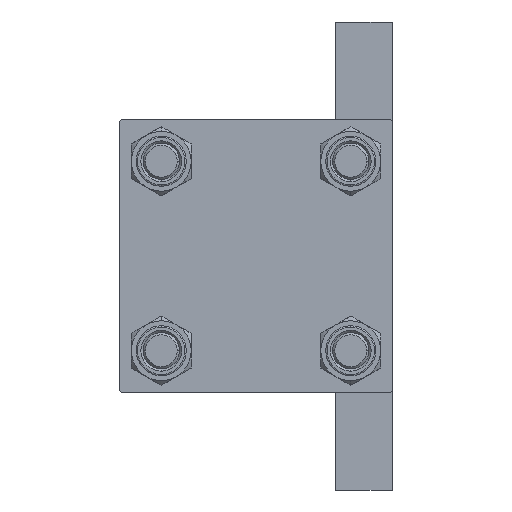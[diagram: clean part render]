
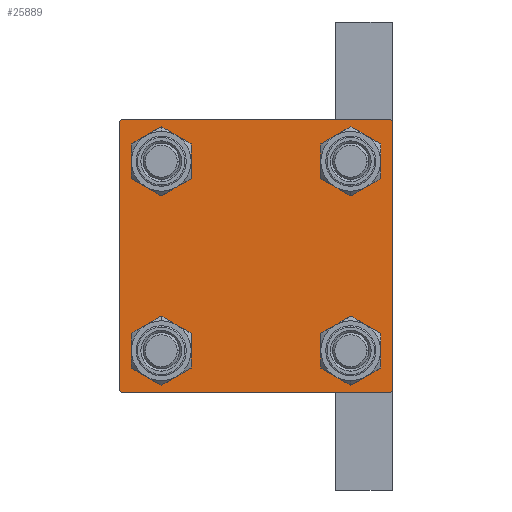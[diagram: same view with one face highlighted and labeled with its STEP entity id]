
A CAD part, left-side view. The second image highlights one B-rep face of the part: STEP entity #25889.
In plain terms, the highlighted planar face has unit normal (-1, 0, 0).
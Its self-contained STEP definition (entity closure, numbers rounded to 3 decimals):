
#203 = EDGE_LOOP ( 'NONE', ( #21230, #14381 ) ) ;
#305 = CARTESIAN_POINT ( 'NONE',  ( 0., -30., 29.5 ) ) ;
#839 = LINE ( 'NONE', #12175, #15803 ) ;
#1546 = ORIENTED_EDGE ( 'NONE', *, *, #3512, .T. ) ;
#1874 = CARTESIAN_POINT ( 'NONE',  ( 0., 30., 29.5 ) ) ;
#2338 = AXIS2_PLACEMENT_3D ( 'NONE', #48513, #6603, #26975 ) ;
#3117 = VERTEX_POINT ( 'NONE', #10537 ) ;
#3512 = EDGE_CURVE ( 'NONE', #7632, #9044, #839, .T. ) ;
#4209 = FACE_BOUND ( 'NONE', #31079, .T. ) ;
#4679 = EDGE_LOOP ( 'NONE', ( #33569, #39724 ) ) ;
#4850 = EDGE_CURVE ( 'NONE', #34672, #36928, #30070, .T. ) ;
#5348 = EDGE_CURVE ( 'NONE', #26565, #41995, #31658, .T. ) ;
#5589 = VERTEX_POINT ( 'NONE', #29643 ) ;
#5932 = CARTESIAN_POINT ( 'NONE',  ( 0., 20.85, -16.35 ) ) ;
#6277 = DIRECTION ( 'NONE',  ( 0., 0.707, 0.707 ) ) ;
#6603 = DIRECTION ( 'NONE',  ( 1., 0., 0. ) ) ;
#6936 = DIRECTION ( 'NONE',  ( 0., 0., 1. ) ) ;
#7107 = VERTEX_POINT ( 'NONE', #24655 ) ;
#7176 = CARTESIAN_POINT ( 'NONE',  ( 0., 20.85, -20.85 ) ) ;
#7431 = LINE ( 'NONE', #22242, #35414 ) ;
#7483 = DIRECTION ( 'NONE',  ( 0., 0., 1. ) ) ;
#7632 = VERTEX_POINT ( 'NONE', #1874 ) ;
#7716 = DIRECTION ( 'NONE',  ( 1., 0., 0. ) ) ;
#7857 = CIRCLE ( 'NONE', #2338, 4.5 ) ;
#9044 = VERTEX_POINT ( 'NONE', #25461 ) ;
#9978 = LINE ( 'NONE', #24540, #27378 ) ;
#10335 = EDGE_CURVE ( 'NONE', #41272, #40125, #17276, .T. ) ;
#10371 = ORIENTED_EDGE ( 'NONE', *, *, #27135, .T. ) ;
#10431 = EDGE_CURVE ( 'NONE', #7107, #3117, #39695, .T. ) ;
#10537 = CARTESIAN_POINT ( 'NONE',  ( 0., 20.85, 16.35 ) ) ;
#10957 = LINE ( 'NONE', #11925, #27992 ) ;
#11483 = EDGE_CURVE ( 'NONE', #36928, #34672, #30271, .T. ) ;
#11758 = EDGE_CURVE ( 'NONE', #3117, #7107, #45220, .T. ) ;
#11925 = CARTESIAN_POINT ( 'NONE',  ( 0., 30., 30. ) ) ;
#12175 = CARTESIAN_POINT ( 'NONE',  ( 0., 30., 30. ) ) ;
#12691 = VERTEX_POINT ( 'NONE', #45938 ) ;
#13703 = EDGE_CURVE ( 'NONE', #32296, #41941, #10957, .T. ) ;
#14381 = ORIENTED_EDGE ( 'NONE', *, *, #11758, .T. ) ;
#15482 = EDGE_LOOP ( 'NONE', ( #47614, #34366 ) ) ;
#15555 = FACE_BOUND ( 'NONE', #4679, .T. ) ;
#15803 = VECTOR ( 'NONE', #27219, 1000. ) ;
#16984 = CARTESIAN_POINT ( 'NONE',  ( 0., 29.5, 30. ) ) ;
#17276 = LINE ( 'NONE', #28614, #46784 ) ;
#17674 = AXIS2_PLACEMENT_3D ( 'NONE', #43604, #32762, #42463 ) ;
#18092 = CARTESIAN_POINT ( 'NONE',  ( 0., -20.85, 20.85 ) ) ;
#18804 = CARTESIAN_POINT ( 'NONE',  ( 0., -30., 30. ) ) ;
#19247 = CARTESIAN_POINT ( 'NONE',  ( 0., 29.75, -29.75 ) ) ;
#19266 = CARTESIAN_POINT ( 'NONE',  ( 0., 0., 0. ) ) ;
#20038 = AXIS2_PLACEMENT_3D ( 'NONE', #34402, #46212, #26985 ) ;
#21003 = CARTESIAN_POINT ( 'NONE',  ( 0., 20.85, -25.35 ) ) ;
#21230 = ORIENTED_EDGE ( 'NONE', *, *, #10431, .T. ) ;
#22035 = DIRECTION ( 'NONE',  ( 0., 0., 1. ) ) ;
#22072 = DIRECTION ( 'NONE',  ( 0., -1., 0. ) ) ;
#22191 = AXIS2_PLACEMENT_3D ( 'NONE', #7176, #48123, #6936 ) ;
#22242 = CARTESIAN_POINT ( 'NONE',  ( 0., 29.75, 29.75 ) ) ;
#22580 = ORIENTED_EDGE ( 'NONE', *, *, #45444, .T. ) ;
#22631 = EDGE_CURVE ( 'NONE', #46277, #41941, #9978, .T. ) ;
#22744 = DIRECTION ( 'NONE',  ( 0., 0., -1. ) ) ;
#22969 = FACE_BOUND ( 'NONE', #15482, .T. ) ;
#23207 = FACE_OUTER_BOUND ( 'NONE', #27901, .T. ) ;
#24540 = CARTESIAN_POINT ( 'NONE',  ( 0., -29.75, 29.75 ) ) ;
#24582 = CARTESIAN_POINT ( 'NONE',  ( 0., -20.85, 20.85 ) ) ;
#24655 = CARTESIAN_POINT ( 'NONE',  ( 0., 20.85, 25.35 ) ) ;
#24762 = EDGE_CURVE ( 'NONE', #40125, #42776, #47896, .T. ) ;
#25238 = CIRCLE ( 'NONE', #40999, 4.5 ) ;
#25308 = DIRECTION ( 'NONE',  ( 1., 0., 0. ) ) ;
#25461 = CARTESIAN_POINT ( 'NONE',  ( 0., 30., -29.5 ) ) ;
#25889 = ADVANCED_FACE ( 'NONE', ( #4209, #22969, #15555, #26408, #23207 ), #27388, .T. ) ;
#26408 = FACE_BOUND ( 'NONE', #203, .T. ) ;
#26565 = VERTEX_POINT ( 'NONE', #41271 ) ;
#26928 = LINE ( 'NONE', #18804, #29169 ) ;
#26975 = DIRECTION ( 'NONE',  ( 0., 0., 1. ) ) ;
#26985 = DIRECTION ( 'NONE',  ( 0., 0., 1. ) ) ;
#27135 = EDGE_CURVE ( 'NONE', #12691, #5589, #29840, .T. ) ;
#27219 = DIRECTION ( 'NONE',  ( 0., 0., -1. ) ) ;
#27378 = VECTOR ( 'NONE', #6277, 1000. ) ;
#27388 = PLANE ( 'NONE',  #40828 ) ;
#27901 = EDGE_LOOP ( 'NONE', ( #1546, #43249, #38742, #34587, #30998, #35453, #46703, #22580 ) ) ;
#27992 = VECTOR ( 'NONE', #22072, 1000. ) ;
#28046 = DIRECTION ( 'NONE',  ( 0., 0., 1. ) ) ;
#28209 = CARTESIAN_POINT ( 'NONE',  ( 0., 29.5, -30. ) ) ;
#28614 = CARTESIAN_POINT ( 'NONE',  ( 0., 30., -30. ) ) ;
#29169 = VECTOR ( 'NONE', #22744, 1000. ) ;
#29240 = CARTESIAN_POINT ( 'NONE',  ( 0., -29.5, -30. ) ) ;
#29643 = CARTESIAN_POINT ( 'NONE',  ( 0., -20.85, 25.35 ) ) ;
#29736 = CARTESIAN_POINT ( 'NONE',  ( 0., -29.5, 30. ) ) ;
#29840 = CIRCLE ( 'NONE', #36141, 4.5 ) ;
#30070 = CIRCLE ( 'NONE', #22191, 4.5 ) ;
#30083 = CARTESIAN_POINT ( 'NONE',  ( 0., 20.85, 20.85 ) ) ;
#30271 = CIRCLE ( 'NONE', #17674, 4.5 ) ;
#30459 = CARTESIAN_POINT ( 'NONE',  ( 0., -20.85, -16.35 ) ) ;
#30998 = ORIENTED_EDGE ( 'NONE', *, *, #34642, .F. ) ;
#31079 = EDGE_LOOP ( 'NONE', ( #47432, #10371 ) ) ;
#31658 = CIRCLE ( 'NONE', #45031, 4.5 ) ;
#32006 = DIRECTION ( 'NONE',  ( -1., 0., 0. ) ) ;
#32296 = VERTEX_POINT ( 'NONE', #16984 ) ;
#32651 = CARTESIAN_POINT ( 'NONE',  ( 0., -30., -29.5 ) ) ;
#32762 = DIRECTION ( 'NONE',  ( 1., 0., 0. ) ) ;
#33569 = ORIENTED_EDGE ( 'NONE', *, *, #4850, .T. ) ;
#33643 = CARTESIAN_POINT ( 'NONE',  ( 0., -20.85, -20.85 ) ) ;
#34053 = LINE ( 'NONE', #19247, #34453 ) ;
#34366 = ORIENTED_EDGE ( 'NONE', *, *, #5348, .T. ) ;
#34402 = CARTESIAN_POINT ( 'NONE',  ( 0., 20.85, 20.85 ) ) ;
#34453 = VECTOR ( 'NONE', #41450, 1000. ) ;
#34556 = DIRECTION ( 'NONE',  ( 0., 0., 1. ) ) ;
#34587 = ORIENTED_EDGE ( 'NONE', *, *, #24762, .T. ) ;
#34642 = EDGE_CURVE ( 'NONE', #46277, #42776, #26928, .T. ) ;
#34672 = VERTEX_POINT ( 'NONE', #5932 ) ;
#35342 = EDGE_CURVE ( 'NONE', #5589, #12691, #25238, .T. ) ;
#35414 = VECTOR ( 'NONE', #37041, 1000. ) ;
#35453 = ORIENTED_EDGE ( 'NONE', *, *, #22631, .T. ) ;
#36075 = VECTOR ( 'NONE', #36087, 1000. ) ;
#36087 = DIRECTION ( 'NONE',  ( 0., -0.707, 0.707 ) ) ;
#36141 = AXIS2_PLACEMENT_3D ( 'NONE', #24582, #25308, #28046 ) ;
#36593 = DIRECTION ( 'NONE',  ( 1., 0., 0. ) ) ;
#36928 = VERTEX_POINT ( 'NONE', #21003 ) ;
#37041 = DIRECTION ( 'NONE',  ( 0., 0.707, -0.707 ) ) ;
#38742 = ORIENTED_EDGE ( 'NONE', *, *, #10335, .T. ) ;
#38927 = AXIS2_PLACEMENT_3D ( 'NONE', #30083, #44879, #44643 ) ;
#39695 = CIRCLE ( 'NONE', #38927, 4.5 ) ;
#39724 = ORIENTED_EDGE ( 'NONE', *, *, #11483, .T. ) ;
#40125 = VERTEX_POINT ( 'NONE', #29240 ) ;
#40280 = CARTESIAN_POINT ( 'NONE',  ( 0., -29.75, -29.75 ) ) ;
#40828 = AXIS2_PLACEMENT_3D ( 'NONE', #19266, #32006, #34556 ) ;
#40999 = AXIS2_PLACEMENT_3D ( 'NONE', #18092, #36593, #22035 ) ;
#41271 = CARTESIAN_POINT ( 'NONE',  ( 0., -20.85, -25.35 ) ) ;
#41272 = VERTEX_POINT ( 'NONE', #28209 ) ;
#41450 = DIRECTION ( 'NONE',  ( 0., -0.707, -0.707 ) ) ;
#41941 = VERTEX_POINT ( 'NONE', #29736 ) ;
#41995 = VERTEX_POINT ( 'NONE', #30459 ) ;
#42463 = DIRECTION ( 'NONE',  ( 0., 0., 1. ) ) ;
#42776 = VERTEX_POINT ( 'NONE', #32651 ) ;
#43171 = EDGE_CURVE ( 'NONE', #9044, #41272, #34053, .T. ) ;
#43249 = ORIENTED_EDGE ( 'NONE', *, *, #43171, .T. ) ;
#43604 = CARTESIAN_POINT ( 'NONE',  ( 0., 20.85, -20.85 ) ) ;
#43656 = DIRECTION ( 'NONE',  ( 0., -1., 0. ) ) ;
#44643 = DIRECTION ( 'NONE',  ( 0., 0., 1. ) ) ;
#44879 = DIRECTION ( 'NONE',  ( 1., 0., 0. ) ) ;
#45031 = AXIS2_PLACEMENT_3D ( 'NONE', #33643, #7716, #7483 ) ;
#45220 = CIRCLE ( 'NONE', #20038, 4.5 ) ;
#45444 = EDGE_CURVE ( 'NONE', #32296, #7632, #7431, .T. ) ;
#45938 = CARTESIAN_POINT ( 'NONE',  ( 0., -20.85, 16.35 ) ) ;
#45977 = EDGE_CURVE ( 'NONE', #41995, #26565, #7857, .T. ) ;
#46212 = DIRECTION ( 'NONE',  ( 1., 0., 0. ) ) ;
#46277 = VERTEX_POINT ( 'NONE', #305 ) ;
#46703 = ORIENTED_EDGE ( 'NONE', *, *, #13703, .F. ) ;
#46784 = VECTOR ( 'NONE', #43656, 1000. ) ;
#47432 = ORIENTED_EDGE ( 'NONE', *, *, #35342, .T. ) ;
#47614 = ORIENTED_EDGE ( 'NONE', *, *, #45977, .T. ) ;
#47896 = LINE ( 'NONE', #40280, #36075 ) ;
#48123 = DIRECTION ( 'NONE',  ( 1., 0., 0. ) ) ;
#48513 = CARTESIAN_POINT ( 'NONE',  ( 0., -20.85, -20.85 ) ) ;
